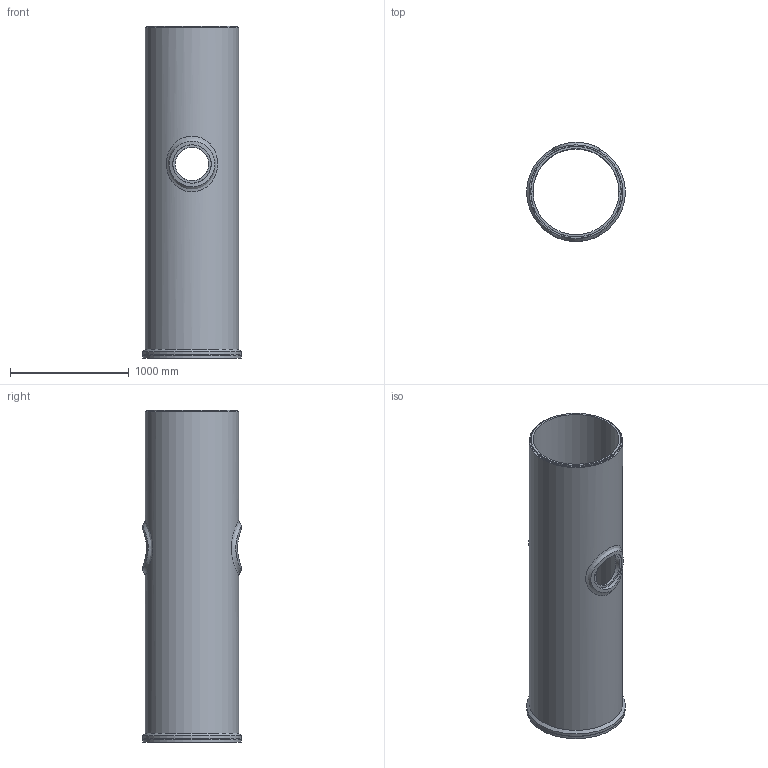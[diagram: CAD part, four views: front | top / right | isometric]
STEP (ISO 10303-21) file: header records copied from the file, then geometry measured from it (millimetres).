
FILE_DESCRIPTION(/* description */ ('28 1/2" ID x 1 1/4" WALL x 90" HCWI LINER w/ DRAINS, ASTM A532 CLASS III TYPE A, PF#(TBD)'),/* implementation_level */ '2;1');
FILE_NAME(/* name */ 'A1-19027-400-07 HCWI liner - trunk - 1-21-20.stp',/* time_stamp */ '2020-01-21T12:04:28-07:00',/* author */ ('Graeme_Van_Dongen'),/* organization */ (''),/* preprocessor_version */ 'ST-DEVELOPER v16.5',/* originating_system */ 'Autodesk Inventor 2017',/* authorisation */ '');
FILE_SCHEMA (('AUTOMOTIVE_DESIGN { 1 0 10303 214 3 1 1 }'));
Length unit declared in the file: inch
Products named in the file (1): A1-19027-400-07 HCWI liner - trunk
Bounding box: 831.85 x 831.85 x 2794 mm (x, y, z)
Volume: 211603953.1 mm3; surface area: 13373276.5 mm2
Topology: 1 solids, 1 shells, 25 faces, 62 edges, 45 vertices
Faces by surface type: cylinder 11, plane 6, torus 4, bspline 2, cone 2
Full cylindrical faces by diameter (mm): 283 x2, 323.85 x2, 723.9 x1, 761.492 x1, 787.4 x1, 824.992 x1, 831.85 x1
Entity records: 2414 total; most frequent: CARTESIAN_POINT 1876, DIRECTION 90, ORIENTED_EDGE 86, EDGE_LOOP 52, AXIS2_PLACEMENT_3D 45, EDGE_CURVE 43, VERTEX_POINT 41, FACE_BOUND 27
